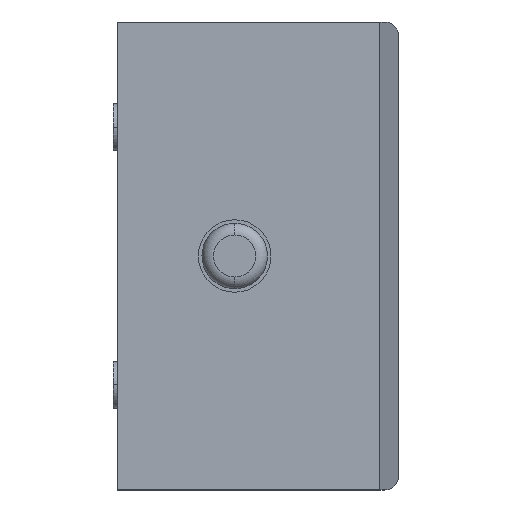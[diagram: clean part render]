
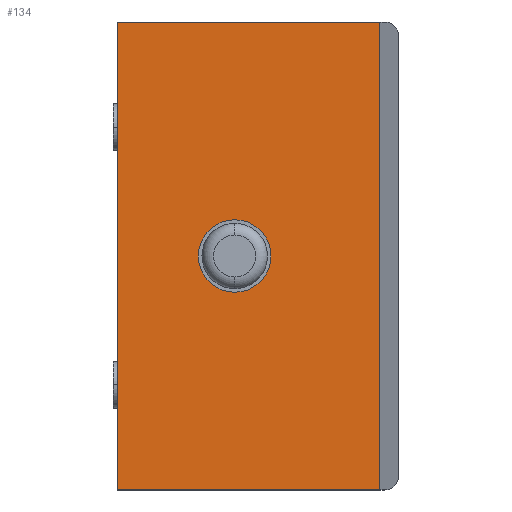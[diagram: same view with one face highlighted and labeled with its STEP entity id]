
A CAD part, left-side view. The second image highlights one B-rep face of the part: STEP entity #134.
In plain terms, the highlighted planar face has unit normal (-1, 0, 0).
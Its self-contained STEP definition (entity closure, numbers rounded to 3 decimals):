
#134=ADVANCED_FACE('',(#265,#266),#267,.T.);
#265=FACE_BOUND('',#404,.T.);
#266=FACE_OUTER_BOUND('',#405,.T.);
#267=PLANE('',#406);
#404=EDGE_LOOP('',(#839,#840));
#405=EDGE_LOOP('',(#841,#842,#843,#844));
#406=AXIS2_PLACEMENT_3D('',#845,#846,#847);
#839=ORIENTED_EDGE('',*,*,#919,.T.);
#840=ORIENTED_EDGE('',*,*,#945,.T.);
#841=ORIENTED_EDGE('',*,*,#983,.F.);
#842=ORIENTED_EDGE('',*,*,#995,.F.);
#843=ORIENTED_EDGE('',*,*,#1005,.F.);
#844=ORIENTED_EDGE('',*,*,#988,.T.);
#845=CARTESIAN_POINT('',(-160.0,0.,0.0));
#846=DIRECTION('',(-1.0,0.,0.));
#847=DIRECTION('',(0.,0.,-1.0));
#919=EDGE_CURVE('',#1096,#1100,#1102,.T.);
#945=EDGE_CURVE('',#1100,#1096,#1144,.T.);
#983=EDGE_CURVE('',#1197,#1199,#1200,.T.);
#988=EDGE_CURVE('',#1207,#1199,#1208,.T.);
#995=EDGE_CURVE('',#1218,#1197,#1220,.T.);
#1005=EDGE_CURVE('',#1207,#1218,#1230,.T.);
#1096=VERTEX_POINT('',#1341);
#1100=VERTEX_POINT('',#1346);
#1102=CIRCLE('',#1349,7.75);
#1144=CIRCLE('',#1397,7.75);
#1197=VERTEX_POINT('',#1474);
#1199=VERTEX_POINT('',#1477);
#1200=LINE('',#1478,#1479);
#1207=VERTEX_POINT('',#1488);
#1208=LINE('',#1489,#1490);
#1218=VERTEX_POINT('',#1505);
#1220=LINE('',#1508,#1509);
#1230=LINE('',#1520,#1521);
#1341=CARTESIAN_POINT('',(-160.0,-25.0,57.75));
#1346=CARTESIAN_POINT('',(-160.0,-25.0,42.25));
#1349=AXIS2_PLACEMENT_3D('',#1621,#1622,#1623);
#1397=AXIS2_PLACEMENT_3D('',#1687,#1688,#1689);
#1474=CARTESIAN_POINT('',(-160.0,-56.0,100.0));
#1477=CARTESIAN_POINT('',(-160.0,-56.0,0.0));
#1478=CARTESIAN_POINT('',(-160.0,-56.0,25.0));
#1479=VECTOR('',#1751,1.0);
#1488=CARTESIAN_POINT('',(-160.0,0.,0.0));
#1489=CARTESIAN_POINT('',(-160.0,0.,0.0));
#1490=VECTOR('',#1760,1.0);
#1505=CARTESIAN_POINT('',(-160.0,0.,100.0));
#1508=CARTESIAN_POINT('',(-160.0,0.,100.0));
#1509=VECTOR('',#1767,1.0);
#1520=CARTESIAN_POINT('',(-160.0,0.,50.0));
#1521=VECTOR('',#1793,1.0);
#1621=CARTESIAN_POINT('',(-160.0,-25.0,50.0));
#1622=DIRECTION('',(1.0,0.,0.));
#1623=DIRECTION('',(0.,0.,1.0));
#1687=CARTESIAN_POINT('',(-160.0,-25.0,50.0));
#1688=DIRECTION('',(1.0,0.,0.));
#1689=DIRECTION('',(0.,0.,1.0));
#1751=DIRECTION('',(0.,0.,-1.0));
#1760=DIRECTION('',(0.,-1.0,0.));
#1767=DIRECTION('',(0.,-1.0,0.));
#1793=DIRECTION('',(0.,0.,1.0));
